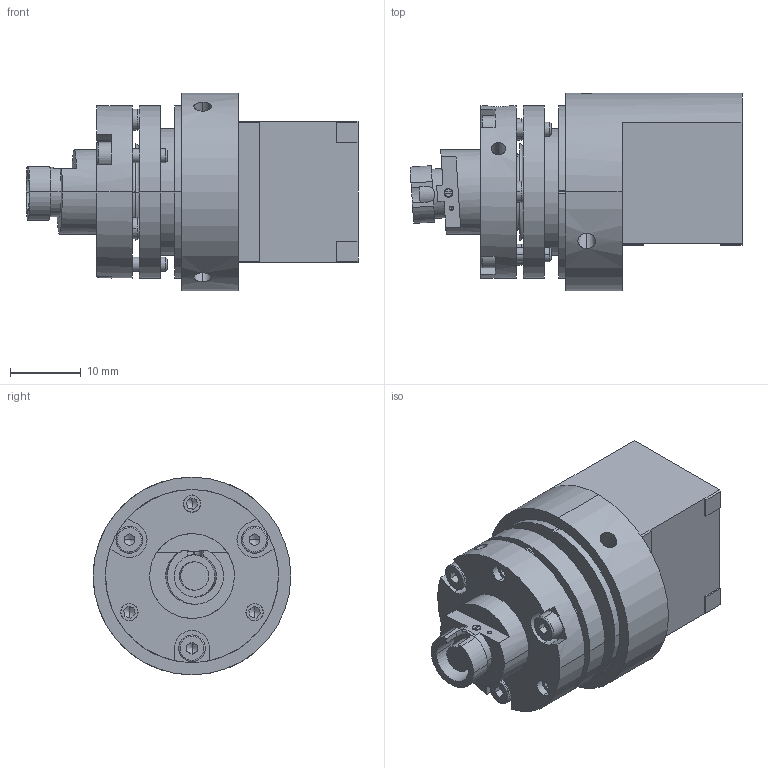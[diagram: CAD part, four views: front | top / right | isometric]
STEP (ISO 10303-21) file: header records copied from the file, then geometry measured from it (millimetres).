
FILE_DESCRIPTION(('FreeCAD Model'),'2;1');
FILE_NAME('Open CASCADE Shape Model','2025-06-24T22:40:37',(''),(''), 'Open CASCADE STEP processor 7.8','FreeCAD','Unknown');
FILE_SCHEMA(('AUTOMOTIVE_DESIGN { 1 0 10303 214 1 1 1 1 }'));
Length unit declared in the file: millimetre
Products named in the file (4): e24b3366-31bf-11f0-a8f3-fc5cee4c0b22_part003; e24b3366-31bf-11f0-a8f3-fc5cee4c0b22_part; e24b3366-31bf-11f0-a8f3-fc5cee4c0b22_part001; e24b3366-31bf-11f0-a8f3-fc5cee4c0b22_part002
Assembly tree (3 placements, depth 2):
  e24b3366-31bf-11f0-a8f3-fc5cee4c0b22_part003
    e24b3366-31bf-11f0-a8f3-fc5cee4c0b22_part
    e24b3366-31bf-11f0-a8f3-fc5cee4c0b22_part001
    e24b3366-31bf-11f0-a8f3-fc5cee4c0b22_part002
Bounding box: 47.05 x 28 x 28 mm (x, y, z)
Volume: 8173.1 mm3; surface area: 8936 mm2
Topology: 1 solids, 3 shells, 301 faces, 741 edges, 471 vertices
Faces by surface type: cylinder 115, plane 115, cone 44, bspline 27
Entity records: 10947 total; most frequent: CARTESIAN_POINT 3861, ORIENTED_EDGE 1450, DIRECTION 1449, EDGE_CURVE 727, AXIS2_PLACEMENT_3D 560, VERTEX_POINT 471, FACE_BOUND 360, EDGE_LOOP 360
